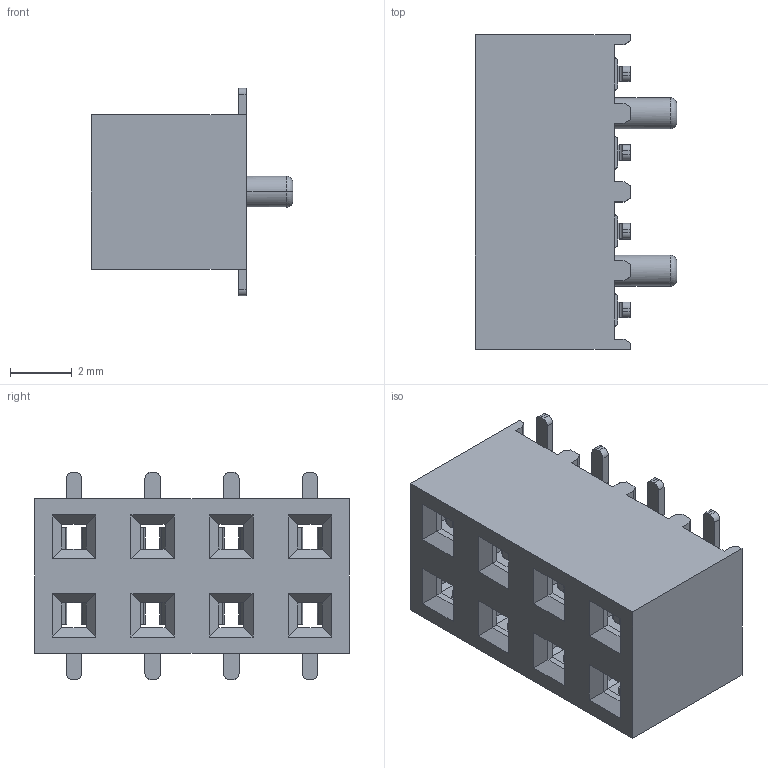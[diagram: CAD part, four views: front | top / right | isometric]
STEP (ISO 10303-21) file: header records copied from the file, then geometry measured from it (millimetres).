
FILE_DESCRIPTION((''),'2;1');
FILE_NAME('3491-08-70-10','2012-03-21T',('CAD01'),(''),'PRO/ENGINEER BY PARAMETRIC TECHNOLOGY CORPORATION, 2007090','PRO/ENGINEER BY PARAMETRIC TECHNOLOGY CORPORATION, 2007090','');
FILE_SCHEMA(('CONFIG_CONTROL_DESIGN'));
Length unit declared in the file: millimetre
Products named in the file (3): I-3491-0830-10; T-3491-T2-SMT-2; 3491-08-70-10
Assembly tree (9 placements, depth 2):
  3491-08-70-10
    I-3491-0830-10
    T-3491-T2-SMT-2  x8
Bounding box: 6.5 x 10.16 x 6.7 mm (x, y, z)
Volume: 169.2 mm3; surface area: 696.8 mm2
Topology: 9 solids, 9 shells, 1122 faces, 2684 edges, 1580 vertices
Faces by surface type: plane 754, cylinder 300, bspline 64, torus 4
Entity records: 10064 total; most frequent: CARTESIAN_POINT 1924, ORIENTED_EDGE 1532, DIRECTION 1412, EDGE_CURVE 766, VECTOR 632, LINE 632, VERTEX_POINT 474, AXIS2_PLACEMENT_3D 390
